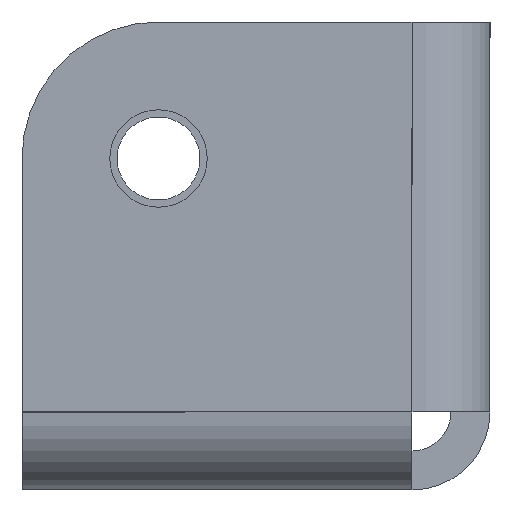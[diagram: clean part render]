
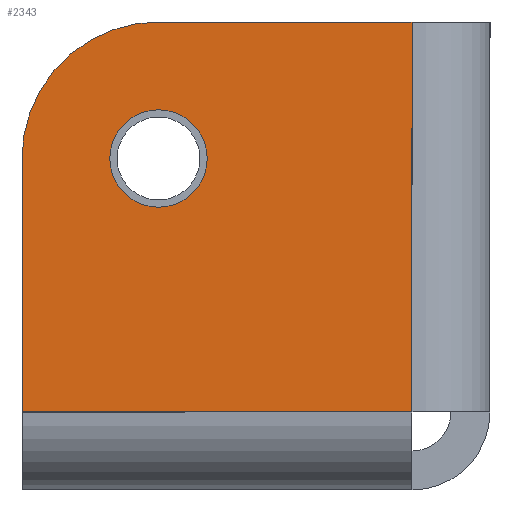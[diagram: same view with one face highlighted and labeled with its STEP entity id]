
A CAD part, front view. The second image highlights one B-rep face of the part: STEP entity #2343.
In plain terms, the highlighted planar face has unit normal (0, -1, 0).
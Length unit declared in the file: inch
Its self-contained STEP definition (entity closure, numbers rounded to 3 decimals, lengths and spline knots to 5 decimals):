
#73 = DIRECTION ( 'NONE',  ( -1., 0., 0. ) ) ;
#75 = LINE ( 'NONE', #1233, #1396 ) ;
#176 = AXIS2_PLACEMENT_3D ( 'NONE', #1111, #2316, #3364 ) ;
#203 = DIRECTION ( 'NONE',  ( 0., -1., 0. ) ) ;
#248 = CARTESIAN_POINT ( 'NONE',  ( 1.25, -0.376, 0.125 ) ) ;
#332 = ORIENTED_EDGE ( 'NONE', *, *, #1336, .T. ) ;
#388 = CARTESIAN_POINT ( 'NONE',  ( 0., -0.376, 0.125 ) ) ;
#417 = EDGE_LOOP ( 'NONE', ( #1852, #332, #1449, #1952, #2431 ) ) ;
#421 = ORIENTED_EDGE ( 'NONE', *, *, #1646, .F. ) ;
#520 = CARTESIAN_POINT ( 'NONE',  ( 0.4375, -0.376, 0.9375 ) ) ;
#585 = DIRECTION ( 'NONE',  ( 0., 0., -1. ) ) ;
#604 = CARTESIAN_POINT ( 'NONE',  ( 1.25, -0.376, 1.375 ) ) ;
#675 = VERTEX_POINT ( 'NONE', #2125 ) ;
#812 = LINE ( 'NONE', #248, #1948 ) ;
#900 = CARTESIAN_POINT ( 'NONE',  ( 0., -0.376, 0. ) ) ;
#1017 = CARTESIAN_POINT ( 'NONE',  ( 0.4375, -0.376, 0.9375 ) ) ;
#1074 = LINE ( 'NONE', #2207, #1690 ) ;
#1111 = CARTESIAN_POINT ( 'NONE',  ( 0.4375, -0.376, 0.9375 ) ) ;
#1118 = AXIS2_PLACEMENT_3D ( 'NONE', #1017, #3276, #2147 ) ;
#1173 = CARTESIAN_POINT ( 'NONE',  ( 0.28125, -0.376, 0.9375 ) ) ;
#1233 = CARTESIAN_POINT ( 'NONE',  ( 0., -0.376, 1.375 ) ) ;
#1267 = EDGE_CURVE ( 'NONE', #2657, #675, #1784, .T. ) ;
#1291 = VERTEX_POINT ( 'NONE', #3345 ) ;
#1336 = EDGE_CURVE ( 'NONE', #675, #1419, #2551, .T. ) ;
#1396 = VECTOR ( 'NONE', #3480, 39.37008 ) ;
#1419 = VERTEX_POINT ( 'NONE', #388 ) ;
#1449 = ORIENTED_EDGE ( 'NONE', *, *, #3443, .T. ) ;
#1483 = FACE_BOUND ( 'NONE', #3247, .T. ) ;
#1501 = VECTOR ( 'NONE', #2237, 39.37008 ) ;
#1571 = CARTESIAN_POINT ( 'NONE',  ( 0.59375, -0.376, 0.9375 ) ) ;
#1646 = EDGE_CURVE ( 'NONE', #2204, #2916, #2131, .T. ) ;
#1662 = DIRECTION ( 'NONE',  ( 0., 1., 0. ) ) ;
#1690 = VECTOR ( 'NONE', #1933, 39.37008 ) ;
#1783 = EDGE_CURVE ( 'NONE', #2885, #1291, #812, .T. ) ;
#1784 = CIRCLE ( 'NONE', #2731, 0.4375 ) ;
#1852 = ORIENTED_EDGE ( 'NONE', *, *, #1267, .T. ) ;
#1933 = DIRECTION ( 'NONE',  ( 1., 0., 0. ) ) ;
#1948 = VECTOR ( 'NONE', #585, 39.37008 ) ;
#1952 = ORIENTED_EDGE ( 'NONE', *, *, #1783, .F. ) ;
#2125 = CARTESIAN_POINT ( 'NONE',  ( 0., -0.376, 0.9375 ) ) ;
#2131 = CIRCLE ( 'NONE', #1118, 0.15625 ) ;
#2147 = DIRECTION ( 'NONE',  ( 1., 0., 0. ) ) ;
#2188 = AXIS2_PLACEMENT_3D ( 'NONE', #2492, #1662, #73 ) ;
#2204 = VERTEX_POINT ( 'NONE', #1571 ) ;
#2207 = CARTESIAN_POINT ( 'NONE',  ( 0., -0.376, 0.125 ) ) ;
#2237 = DIRECTION ( 'NONE',  ( 0., 0., -1. ) ) ;
#2316 = DIRECTION ( 'NONE',  ( 0., -1., 0. ) ) ;
#2343 = ADVANCED_FACE ( 'NONE', ( #1483, #2613 ), #3336, .F. ) ;
#2431 = ORIENTED_EDGE ( 'NONE', *, *, #3331, .T. ) ;
#2434 = DIRECTION ( 'NONE',  ( 1., 0., 0. ) ) ;
#2492 = CARTESIAN_POINT ( 'NONE',  ( 0., -0.376, 0. ) ) ;
#2551 = LINE ( 'NONE', #900, #1501 ) ;
#2613 = FACE_OUTER_BOUND ( 'NONE', #417, .T. ) ;
#2657 = VERTEX_POINT ( 'NONE', #3129 ) ;
#2665 = ORIENTED_EDGE ( 'NONE', *, *, #3637, .F. ) ;
#2731 = AXIS2_PLACEMENT_3D ( 'NONE', #520, #203, #2434 ) ;
#2885 = VERTEX_POINT ( 'NONE', #604 ) ;
#2916 = VERTEX_POINT ( 'NONE', #1173 ) ;
#3129 = CARTESIAN_POINT ( 'NONE',  ( 0.4375, -0.376, 1.375 ) ) ;
#3247 = EDGE_LOOP ( 'NONE', ( #421, #2665 ) ) ;
#3276 = DIRECTION ( 'NONE',  ( 0., -1., 0. ) ) ;
#3331 = EDGE_CURVE ( 'NONE', #2885, #2657, #75, .T. ) ;
#3336 = PLANE ( 'NONE',  #2188 ) ;
#3345 = CARTESIAN_POINT ( 'NONE',  ( 1.25, -0.376, 0.125 ) ) ;
#3364 = DIRECTION ( 'NONE',  ( 1., 0., 0. ) ) ;
#3443 = EDGE_CURVE ( 'NONE', #1419, #1291, #1074, .T. ) ;
#3480 = DIRECTION ( 'NONE',  ( -1., 0., 0. ) ) ;
#3637 = EDGE_CURVE ( 'NONE', #2916, #2204, #3654, .T. ) ;
#3654 = CIRCLE ( 'NONE', #176, 0.15625 ) ;
